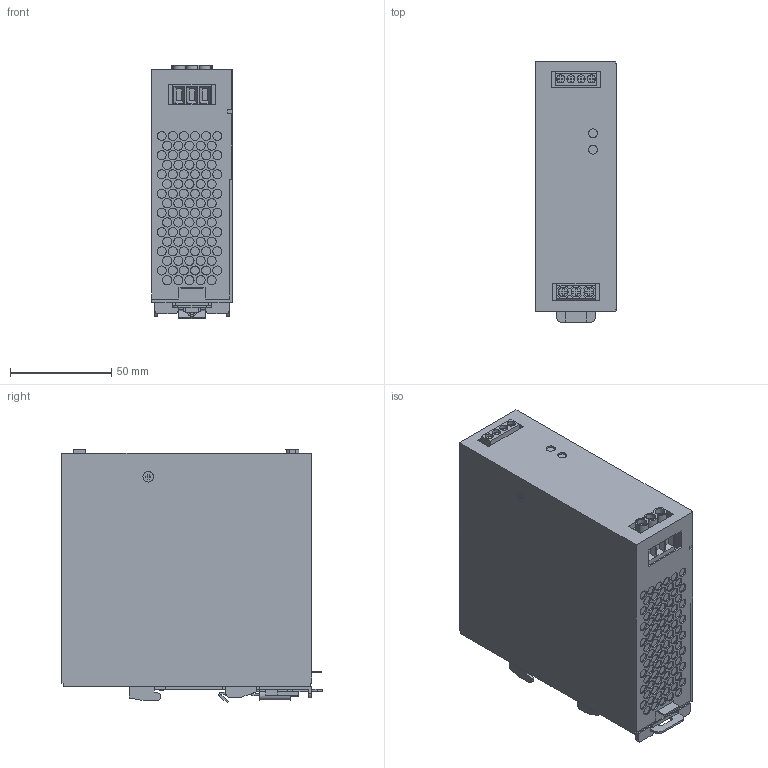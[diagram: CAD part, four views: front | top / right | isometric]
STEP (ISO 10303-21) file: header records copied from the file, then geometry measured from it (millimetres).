
FILE_DESCRIPTION(/* description */ ('STEP AP242','CAx-IF Rec.Pracs.---Representation and Presentation of Product Manufacturing Information (PMI)---4.0---2014-10-13','CAx-IF Rec.Pracs.---3D Tessellated Geometry---0.4---2014-09-14','2;1'),/* implementation_level */ '2;1');
FILE_NAME(/* name */ 'eaton-PSG240E24SMB-3d-model',/* time_stamp */ '2024-06-04T10:37:03+02:00',/* author */ ('License CC BY-ND 4.0'),/* organization */ ('CADENAS'),/* preprocessor_version */ 'ST-DEVELOPER v19.3',/* originating_system */ 'PARTsolutions',/* authorisation */ ' ');
FILE_SCHEMA (('AP242_MANAGED_MODEL_BASED_3D_ENGINEERING_MIM_LF { 1 0 10303 442 1 1 4 }'));
Length unit declared in the file: millimetre
Products named in the file (1): EP-401395
Bounding box: 40.2 x 128.8 x 125.42 mm (x, y, z)
Volume: 569327.9 mm3; surface area: 57788.1 mm2
Topology: 1 solids, 1 shells, 933 faces, 2299 edges, 1576 vertices
Faces by surface type: plane 682, cylinder 243, cone 8
Full cylindrical faces by diameter (mm): 2 x2, 3 x1, 3.5 x2, 3.6 x3, 4 x4, 4.5 x178, 4.6 x1, 4.7 x3, 4.9 x3, 5.3 x2, 5.8 x3
Entity records: 24953 total; most frequent: DIRECTION 4281, CARTESIAN_POINT 4221, ORIENTED_EDGE 3800, EDGE_CURVE 1900, AXIS2_PLACEMENT_3D 1447, LINE 1387, VECTOR 1387, VERTEX_POINT 1387
